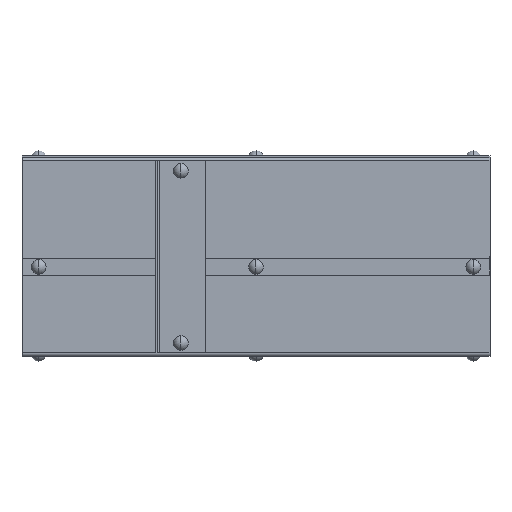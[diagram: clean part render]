
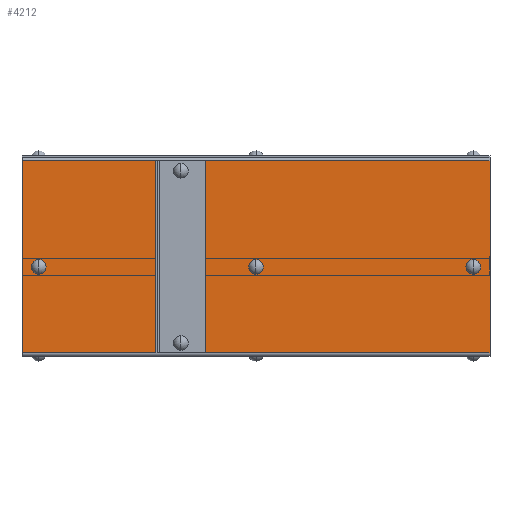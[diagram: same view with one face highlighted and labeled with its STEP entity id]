
A CAD part, left-side view. The second image highlights one B-rep face of the part: STEP entity #4212.
In plain terms, the highlighted planar face has unit normal (-1, 0, 0).
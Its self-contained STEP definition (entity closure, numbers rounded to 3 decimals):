
#65 = AXIS2_PLACEMENT_3D ( 'NONE', #3384, #7797, #7841 ) ;
#227 = FACE_OUTER_BOUND ( 'NONE', #5892, .T. ) ;
#401 = EDGE_CURVE ( 'NONE', #3267, #1265, #1066, .T. ) ;
#445 = DIRECTION ( 'NONE',  ( 0., 0., -1. ) ) ;
#474 = CARTESIAN_POINT ( 'NONE',  ( 0., 280., 1. ) ) ;
#485 = CARTESIAN_POINT ( 'NONE',  ( 0., 140., 54.25 ) ) ;
#487 = CARTESIAN_POINT ( 'NONE',  ( 0., 0., 116. ) ) ;
#509 = CARTESIAN_POINT ( 'NONE',  ( 0., 270., 54.25 ) ) ;
#555 = EDGE_CURVE ( 'NONE', #1265, #3267, #8240, .T. ) ;
#582 = DIRECTION ( 'NONE',  ( 0., 0., -1. ) ) ;
#583 = DIRECTION ( 'NONE',  ( 1., 0., 0. ) ) ;
#673 = CARTESIAN_POINT ( 'NONE',  ( 0., 10., 50.75 ) ) ;
#711 = DIRECTION ( 'NONE',  ( 0., 0., -1. ) ) ;
#822 = CARTESIAN_POINT ( 'NONE',  ( 0., 140., 52.5 ) ) ;
#1048 = ORIENTED_EDGE ( 'NONE', *, *, #555, .T. ) ;
#1066 = CIRCLE ( 'NONE', #8263, 1.75 ) ;
#1125 = ORIENTED_EDGE ( 'NONE', *, *, #1403, .T. ) ;
#1126 = CARTESIAN_POINT ( 'NONE',  ( 0., 185., 7. ) ) ;
#1181 = ORIENTED_EDGE ( 'NONE', *, *, #6527, .T. ) ;
#1262 = CARTESIAN_POINT ( 'NONE',  ( 0., 280., 1. ) ) ;
#1265 = VERTEX_POINT ( 'NONE', #1745 ) ;
#1266 = VECTOR ( 'NONE', #8278, 1000. ) ;
#1369 = EDGE_CURVE ( 'NONE', #1498, #3225, #5727, .T. ) ;
#1403 = EDGE_CURVE ( 'NONE', #4403, #2855, #5366, .T. ) ;
#1498 = VERTEX_POINT ( 'NONE', #487 ) ;
#1561 = EDGE_CURVE ( 'NONE', #3206, #2065, #5769, .T. ) ;
#1705 = VECTOR ( 'NONE', #5302, 1000. ) ;
#1745 = CARTESIAN_POINT ( 'NONE',  ( 0., 185., 5.25 ) ) ;
#1757 = VECTOR ( 'NONE', #2579, 1000. ) ;
#1797 = VERTEX_POINT ( 'NONE', #673 ) ;
#1901 = CARTESIAN_POINT ( 'NONE',  ( 0., 185., 108.25 ) ) ;
#2065 = VERTEX_POINT ( 'NONE', #1901 ) ;
#2096 = AXIS2_PLACEMENT_3D ( 'NONE', #6265, #2402, #445 ) ;
#2181 = EDGE_CURVE ( 'NONE', #4855, #8251, #4536, .T. ) ;
#2214 = CARTESIAN_POINT ( 'NONE',  ( 0., 185., 111.75 ) ) ;
#2280 = EDGE_CURVE ( 'NONE', #2065, #3206, #5896, .T. ) ;
#2288 = AXIS2_PLACEMENT_3D ( 'NONE', #1126, #7496, #5041 ) ;
#2295 = EDGE_CURVE ( 'NONE', #1797, #3155, #3718, .T. ) ;
#2346 = CARTESIAN_POINT ( 'NONE',  ( 0., 140., 50.75 ) ) ;
#2354 = EDGE_CURVE ( 'NONE', #3289, #1498, #5930, .T. ) ;
#2368 = DIRECTION ( 'NONE',  ( 0., 0., 1. ) ) ;
#2372 = CARTESIAN_POINT ( 'NONE',  ( 0., 0., 1. ) ) ;
#2402 = DIRECTION ( 'NONE',  ( 1., 0., 0. ) ) ;
#2442 = FACE_BOUND ( 'NONE', #3923, .T. ) ;
#2545 = CIRCLE ( 'NONE', #6877, 1.75 ) ;
#2579 = DIRECTION ( 'NONE',  ( 0., 0., -1. ) ) ;
#2627 = CARTESIAN_POINT ( 'NONE',  ( 0., 270., 52.5 ) ) ;
#2827 = DIRECTION ( 'NONE',  ( 0., 0., -1. ) ) ;
#2855 = VERTEX_POINT ( 'NONE', #485 ) ;
#3031 = DIRECTION ( 'NONE',  ( 0., 1., 0. ) ) ;
#3054 = CARTESIAN_POINT ( 'NONE',  ( 0., 280., 116. ) ) ;
#3063 = ORIENTED_EDGE ( 'NONE', *, *, #3476, .T. ) ;
#3155 = VERTEX_POINT ( 'NONE', #4595 ) ;
#3176 = AXIS2_PLACEMENT_3D ( 'NONE', #3450, #7990, #4092 ) ;
#3206 = VERTEX_POINT ( 'NONE', #2214 ) ;
#3225 = VERTEX_POINT ( 'NONE', #3054 ) ;
#3267 = VERTEX_POINT ( 'NONE', #4542 ) ;
#3289 = VERTEX_POINT ( 'NONE', #2372 ) ;
#3384 = CARTESIAN_POINT ( 'NONE',  ( 0., 10., 52.5 ) ) ;
#3450 = CARTESIAN_POINT ( 'NONE',  ( 0., 0., 0. ) ) ;
#3476 = EDGE_CURVE ( 'NONE', #8251, #4855, #2545, .T. ) ;
#3574 = EDGE_LOOP ( 'NONE', ( #6974, #1181 ) ) ;
#3592 = DIRECTION ( 'NONE',  ( 1., 0., 0. ) ) ;
#3718 = CIRCLE ( 'NONE', #65, 1.75 ) ;
#3746 = CARTESIAN_POINT ( 'NONE',  ( 0., 270., 50.75 ) ) ;
#3835 = ORIENTED_EDGE ( 'NONE', *, *, #2280, .T. ) ;
#3923 = EDGE_LOOP ( 'NONE', ( #1125, #7676 ) ) ;
#3969 = DIRECTION ( 'NONE',  ( 0., 0., -1. ) ) ;
#3994 = AXIS2_PLACEMENT_3D ( 'NONE', #8229, #583, #4361 ) ;
#4092 = DIRECTION ( 'NONE',  ( 0., 0., -1. ) ) ;
#4110 = ORIENTED_EDGE ( 'NONE', *, *, #2181, .T. ) ;
#4212 = ADVANCED_FACE ( 'NONE', ( #7095, #5195, #2442, #7777, #7608, #227 ), #4774, .F. ) ;
#4244 = EDGE_CURVE ( 'NONE', #2855, #4403, #7506, .T. ) ;
#4342 = ORIENTED_EDGE ( 'NONE', *, *, #1369, .T. ) ;
#4361 = DIRECTION ( 'NONE',  ( 0., 0., -1. ) ) ;
#4403 = VERTEX_POINT ( 'NONE', #2346 ) ;
#4536 = CIRCLE ( 'NONE', #3994, 1.75 ) ;
#4542 = CARTESIAN_POINT ( 'NONE',  ( 0., 185., 8.75 ) ) ;
#4595 = CARTESIAN_POINT ( 'NONE',  ( 0., 10., 54.25 ) ) ;
#4662 = DIRECTION ( 'NONE',  ( 1., 0., 0. ) ) ;
#4683 = EDGE_LOOP ( 'NONE', ( #4110, #3063 ) ) ;
#4774 = PLANE ( 'NONE',  #3176 ) ;
#4855 = VERTEX_POINT ( 'NONE', #3746 ) ;
#5013 = CIRCLE ( 'NONE', #6103, 1.75 ) ;
#5041 = DIRECTION ( 'NONE',  ( 0., 0., -1. ) ) ;
#5195 = FACE_BOUND ( 'NONE', #3574, .T. ) ;
#5302 = DIRECTION ( 'NONE',  ( 0., 0., 1. ) ) ;
#5366 = CIRCLE ( 'NONE', #2096, 1.75 ) ;
#5370 = DIRECTION ( 'NONE',  ( 1., 0., 0. ) ) ;
#5395 = EDGE_CURVE ( 'NONE', #3289, #6781, #6252, .T. ) ;
#5594 = CARTESIAN_POINT ( 'NONE',  ( 0., 10., 52.5 ) ) ;
#5617 = AXIS2_PLACEMENT_3D ( 'NONE', #822, #5370, #2827 ) ;
#5683 = CARTESIAN_POINT ( 'NONE',  ( 0., 0., 116. ) ) ;
#5702 = EDGE_CURVE ( 'NONE', #3225, #6781, #6559, .T. ) ;
#5727 = LINE ( 'NONE', #5683, #1266 ) ;
#5769 = CIRCLE ( 'NONE', #6174, 1.75 ) ;
#5892 = EDGE_LOOP ( 'NONE', ( #4342, #7673, #8024, #6761 ) ) ;
#5896 = CIRCLE ( 'NONE', #7384, 1.75 ) ;
#5930 = LINE ( 'NONE', #7884, #1705 ) ;
#6103 = AXIS2_PLACEMENT_3D ( 'NONE', #5594, #8179, #2368 ) ;
#6174 = AXIS2_PLACEMENT_3D ( 'NONE', #7871, #7059, #3969 ) ;
#6252 = LINE ( 'NONE', #474, #6690 ) ;
#6265 = CARTESIAN_POINT ( 'NONE',  ( 0., 140., 52.5 ) ) ;
#6359 = DIRECTION ( 'NONE',  ( 1., 0., 0. ) ) ;
#6406 = ORIENTED_EDGE ( 'NONE', *, *, #401, .T. ) ;
#6514 = EDGE_LOOP ( 'NONE', ( #3835, #7939 ) ) ;
#6527 = EDGE_CURVE ( 'NONE', #3155, #1797, #5013, .T. ) ;
#6559 = LINE ( 'NONE', #7881, #1757 ) ;
#6607 = CARTESIAN_POINT ( 'NONE',  ( 0., 185., 110. ) ) ;
#6690 = VECTOR ( 'NONE', #3031, 1000. ) ;
#6761 = ORIENTED_EDGE ( 'NONE', *, *, #2354, .T. ) ;
#6781 = VERTEX_POINT ( 'NONE', #1262 ) ;
#6785 = DIRECTION ( 'NONE',  ( 0., 0., -1. ) ) ;
#6877 = AXIS2_PLACEMENT_3D ( 'NONE', #2627, #6359, #582 ) ;
#6974 = ORIENTED_EDGE ( 'NONE', *, *, #2295, .T. ) ;
#7059 = DIRECTION ( 'NONE',  ( 1., 0., 0. ) ) ;
#7095 = FACE_BOUND ( 'NONE', #4683, .T. ) ;
#7176 = EDGE_LOOP ( 'NONE', ( #1048, #6406 ) ) ;
#7384 = AXIS2_PLACEMENT_3D ( 'NONE', #6607, #4662, #711 ) ;
#7496 = DIRECTION ( 'NONE',  ( 1., 0., 0. ) ) ;
#7506 = CIRCLE ( 'NONE', #5617, 1.75 ) ;
#7608 = FACE_BOUND ( 'NONE', #7176, .T. ) ;
#7673 = ORIENTED_EDGE ( 'NONE', *, *, #5702, .T. ) ;
#7676 = ORIENTED_EDGE ( 'NONE', *, *, #4244, .T. ) ;
#7777 = FACE_BOUND ( 'NONE', #6514, .T. ) ;
#7797 = DIRECTION ( 'NONE',  ( 1., 0., 0. ) ) ;
#7841 = DIRECTION ( 'NONE',  ( 0., 0., 1. ) ) ;
#7871 = CARTESIAN_POINT ( 'NONE',  ( 0., 185., 110. ) ) ;
#7881 = CARTESIAN_POINT ( 'NONE',  ( 0., 280., 0. ) ) ;
#7884 = CARTESIAN_POINT ( 'NONE',  ( 0., 0., 0. ) ) ;
#7939 = ORIENTED_EDGE ( 'NONE', *, *, #1561, .T. ) ;
#7990 = DIRECTION ( 'NONE',  ( 1., 0., 0. ) ) ;
#8024 = ORIENTED_EDGE ( 'NONE', *, *, #5395, .F. ) ;
#8055 = CARTESIAN_POINT ( 'NONE',  ( 0., 185., 7. ) ) ;
#8179 = DIRECTION ( 'NONE',  ( 1., 0., 0. ) ) ;
#8229 = CARTESIAN_POINT ( 'NONE',  ( 0., 270., 52.5 ) ) ;
#8240 = CIRCLE ( 'NONE', #2288, 1.75 ) ;
#8251 = VERTEX_POINT ( 'NONE', #509 ) ;
#8263 = AXIS2_PLACEMENT_3D ( 'NONE', #8055, #3592, #6785 ) ;
#8278 = DIRECTION ( 'NONE',  ( 0., 1., 0. ) ) ;
